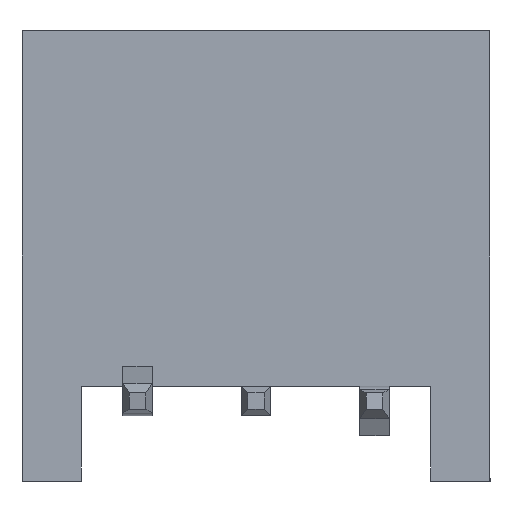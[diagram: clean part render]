
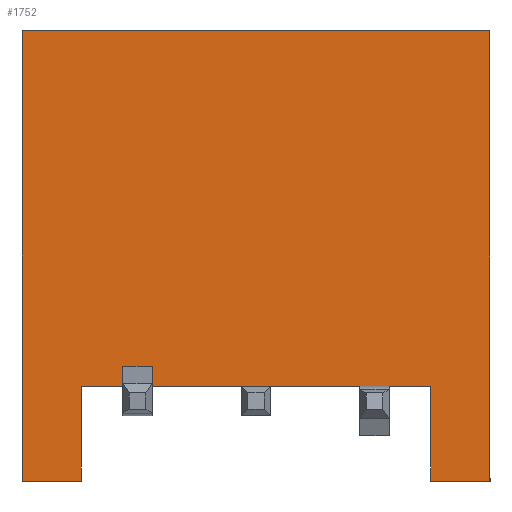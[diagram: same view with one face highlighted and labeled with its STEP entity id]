
A CAD part, front view. The second image highlights one B-rep face of the part: STEP entity #1752.
In plain terms, the highlighted planar face has unit normal (0, -1, 0).
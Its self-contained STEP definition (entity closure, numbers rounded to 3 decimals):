
#43 = LINE ( 'NONE', #1863, #3744 ) ;
#68 = CARTESIAN_POINT ( 'NONE',  ( -1.95, 0., 1.6 ) ) ;
#70 = CARTESIAN_POINT ( 'NONE',  ( -1.95, 0., 0. ) ) ;
#174 = EDGE_CURVE ( 'NONE', #2127, #559, #1657, .T. ) ;
#246 = CARTESIAN_POINT ( 'NONE',  ( -2.95, 0., 0. ) ) ;
#261 = EDGE_CURVE ( 'NONE', #3030, #3777, #1374, .T. ) ;
#287 = CARTESIAN_POINT ( 'NONE',  ( 3.95, 0., 0. ) ) ;
#326 = CARTESIAN_POINT ( 'NONE',  ( 2.95, 0., 7.6 ) ) ;
#406 = DIRECTION ( 'NONE',  ( 0., 0., 1. ) ) ;
#442 = PLANE ( 'NONE',  #2791 ) ;
#549 = CARTESIAN_POINT ( 'NONE',  ( 4.95, 0., 7.6 ) ) ;
#554 = ORIENTED_EDGE ( 'NONE', *, *, #1401, .T. ) ;
#559 = VERTEX_POINT ( 'NONE', #2975 ) ;
#623 = ORIENTED_EDGE ( 'NONE', *, *, #261, .F. ) ;
#625 = ORIENTED_EDGE ( 'NONE', *, *, #1605, .T. ) ;
#711 = CARTESIAN_POINT ( 'NONE',  ( 2.95, 0., 7.6 ) ) ;
#751 = EDGE_CURVE ( 'NONE', #3691, #559, #2678, .T. ) ;
#993 = CARTESIAN_POINT ( 'NONE',  ( -2.95, 0., 7.6 ) ) ;
#1093 = DIRECTION ( 'NONE',  ( 1., 0., 0. ) ) ;
#1140 = DIRECTION ( 'NONE',  ( 0., 0., -1. ) ) ;
#1236 = DIRECTION ( 'NONE',  ( 0., 0., 1. ) ) ;
#1245 = EDGE_LOOP ( 'NONE', ( #2559, #554, #3733, #3557, #3428, #623, #3766, #625 ) ) ;
#1256 = EDGE_CURVE ( 'NONE', #1588, #1454, #2922, .T. ) ;
#1294 = VECTOR ( 'NONE', #1140, 1000. ) ;
#1374 = LINE ( 'NONE', #2273, #2931 ) ;
#1401 = EDGE_CURVE ( 'NONE', #1454, #3691, #1558, .T. ) ;
#1454 = VERTEX_POINT ( 'NONE', #2075 ) ;
#1483 = EDGE_CURVE ( 'NONE', #3030, #2933, #1964, .T. ) ;
#1558 = LINE ( 'NONE', #287, #2610 ) ;
#1588 = VERTEX_POINT ( 'NONE', #68 ) ;
#1605 = EDGE_CURVE ( 'NONE', #2933, #1588, #43, .T. ) ;
#1657 = LINE ( 'NONE', #549, #1294 ) ;
#1752 = ADVANCED_FACE ( 'NONE', ( #2186 ), #442, .F. ) ;
#1853 = DIRECTION ( 'NONE',  ( 1., 0., 0. ) ) ;
#1863 = CARTESIAN_POINT ( 'NONE',  ( -1.95, 0., 0. ) ) ;
#1898 = VECTOR ( 'NONE', #1853, 1000. ) ;
#1964 = LINE ( 'NONE', #2377, #2878 ) ;
#2025 = DIRECTION ( 'NONE',  ( 0., 0., -1. ) ) ;
#2055 = DIRECTION ( 'NONE',  ( 1., 0., 0. ) ) ;
#2075 = CARTESIAN_POINT ( 'NONE',  ( 3.95, 0., 1.6 ) ) ;
#2127 = VERTEX_POINT ( 'NONE', #2852 ) ;
#2186 = FACE_OUTER_BOUND ( 'NONE', #1245, .T. ) ;
#2273 = CARTESIAN_POINT ( 'NONE',  ( -2.95, 0., 7.6 ) ) ;
#2377 = CARTESIAN_POINT ( 'NONE',  ( 2.95, 0., 0. ) ) ;
#2439 = CARTESIAN_POINT ( 'NONE',  ( 3.95, 0., 0. ) ) ;
#2559 = ORIENTED_EDGE ( 'NONE', *, *, #1256, .T. ) ;
#2610 = VECTOR ( 'NONE', #2025, 1000. ) ;
#2620 = DIRECTION ( 'NONE',  ( 1., 0., 0. ) ) ;
#2678 = LINE ( 'NONE', #2751, #1898 ) ;
#2751 = CARTESIAN_POINT ( 'NONE',  ( 4.95, 0., 0. ) ) ;
#2790 = VECTOR ( 'NONE', #1093, 1000. ) ;
#2791 = AXIS2_PLACEMENT_3D ( 'NONE', #711, #3035, #406 ) ;
#2852 = CARTESIAN_POINT ( 'NONE',  ( 4.95, 0., 7.6 ) ) ;
#2878 = VECTOR ( 'NONE', #2620, 1000. ) ;
#2922 = LINE ( 'NONE', #3158, #2790 ) ;
#2931 = VECTOR ( 'NONE', #3707, 1000. ) ;
#2933 = VERTEX_POINT ( 'NONE', #70 ) ;
#2975 = CARTESIAN_POINT ( 'NONE',  ( 4.95, 0., 0. ) ) ;
#3030 = VERTEX_POINT ( 'NONE', #246 ) ;
#3035 = DIRECTION ( 'NONE',  ( 0., 1., 0. ) ) ;
#3158 = CARTESIAN_POINT ( 'NONE',  ( 2.95, 0., 1.6 ) ) ;
#3195 = EDGE_CURVE ( 'NONE', #3777, #2127, #3308, .T. ) ;
#3217 = VECTOR ( 'NONE', #2055, 1000. ) ;
#3308 = LINE ( 'NONE', #326, #3217 ) ;
#3428 = ORIENTED_EDGE ( 'NONE', *, *, #3195, .F. ) ;
#3557 = ORIENTED_EDGE ( 'NONE', *, *, #174, .F. ) ;
#3691 = VERTEX_POINT ( 'NONE', #2439 ) ;
#3707 = DIRECTION ( 'NONE',  ( 0., 0., 1. ) ) ;
#3733 = ORIENTED_EDGE ( 'NONE', *, *, #751, .T. ) ;
#3744 = VECTOR ( 'NONE', #1236, 1000. ) ;
#3766 = ORIENTED_EDGE ( 'NONE', *, *, #1483, .T. ) ;
#3777 = VERTEX_POINT ( 'NONE', #993 ) ;
